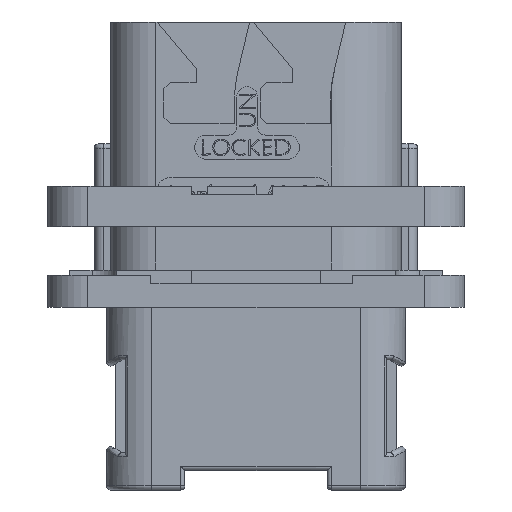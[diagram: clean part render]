
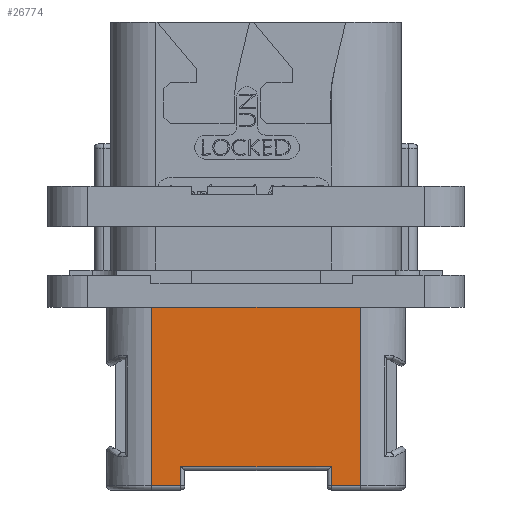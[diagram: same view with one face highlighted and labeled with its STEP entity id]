
A CAD part, left-side view. The second image highlights one B-rep face of the part: STEP entity #26774.
In plain terms, the highlighted planar face has unit normal (-1, 0, 0).
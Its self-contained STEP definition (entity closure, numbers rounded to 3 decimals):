
#3117=DIRECTION('',(0.,1.,0.));
#3118=VECTOR('',#3117,12.9);
#3119=CARTESIAN_POINT('',(-9.25,-6.45,0.));
#3120=LINE('',#3119,#3118);
#3381=DIRECTION('',(0.,1.,0.));
#3382=VECTOR('',#3381,9.294);
#3383=CARTESIAN_POINT('',(-9.25,-4.647,-9.85));
#3384=LINE('',#3383,#3382);
#3385=DIRECTION('',(0.,1.,0.));
#3386=VECTOR('',#3385,1.803);
#3387=CARTESIAN_POINT('',(-9.25,4.647,-11.05));
#3388=LINE('',#3387,#3386);
#3389=DIRECTION('',(0.,0.,1.));
#3390=VECTOR('',#3389,11.05);
#3391=CARTESIAN_POINT('',(-9.25,6.45,-11.05));
#3392=LINE('',#3391,#3390);
#3393=DIRECTION('',(0.,0.,1.));
#3394=VECTOR('',#3393,11.05);
#3395=CARTESIAN_POINT('',(-9.25,-6.45,-11.05));
#3396=LINE('',#3395,#3394);
#3397=DIRECTION('',(0.,1.,0.));
#3398=VECTOR('',#3397,1.803);
#3399=CARTESIAN_POINT('',(-9.25,-6.45,-11.05));
#3400=LINE('',#3399,#3398);
#3426=DIRECTION('',(0.,0.,-1.));
#3427=VECTOR('',#3426,1.2);
#3428=CARTESIAN_POINT('',(-9.25,-4.647,-9.85));
#3429=LINE('',#3428,#3427);
#8315=DIRECTION('',(0.,0.,1.));
#8316=VECTOR('',#8315,1.2);
#8317=CARTESIAN_POINT('',(-9.25,4.647,-11.05));
#8318=LINE('',#8317,#8316);
#20627=CARTESIAN_POINT('',(-9.25,-6.45,0.));
#20628=CARTESIAN_POINT('',(-9.25,6.45,0.));
#20629=VERTEX_POINT('',#20627);
#20630=VERTEX_POINT('',#20628);
#20727=CARTESIAN_POINT('',(-9.25,-6.45,-11.05));
#20728=VERTEX_POINT('',#20727);
#20731=CARTESIAN_POINT('',(-9.25,-4.647,-11.05));
#20732=VERTEX_POINT('',#20731);
#20748=CARTESIAN_POINT('',(-9.25,4.647,-11.05));
#20750=VERTEX_POINT('',#20748);
#20753=CARTESIAN_POINT('',(-9.25,6.45,-11.05));
#20754=VERTEX_POINT('',#20753);
#21186=CARTESIAN_POINT('',(-9.25,-4.647,-9.85));
#21187=CARTESIAN_POINT('',(-9.25,4.647,-9.85));
#21188=VERTEX_POINT('',#21186);
#21189=VERTEX_POINT('',#21187);
#26752=CARTESIAN_POINT('',(-9.25,-9.25,0.));
#26753=DIRECTION('',(-1.,0.,0.));
#26754=DIRECTION('',(0.,1.,0.));
#26755=AXIS2_PLACEMENT_3D('',#26752,#26753,#26754);
#26756=PLANE('',#26755);
#26758=ORIENTED_EDGE('',*,*,#26757,.T.);
#26760=ORIENTED_EDGE('',*,*,#26759,.F.);
#26762=ORIENTED_EDGE('',*,*,#26761,.T.);
#26764=ORIENTED_EDGE('',*,*,#26763,.T.);
#26765=ORIENTED_EDGE('',*,*,#26180,.F.);
#26767=ORIENTED_EDGE('',*,*,#26766,.F.);
#26769=ORIENTED_EDGE('',*,*,#26768,.T.);
#26771=ORIENTED_EDGE('',*,*,#26770,.F.);
#26772=EDGE_LOOP('',(#26758,#26760,#26762,#26764,#26765,#26767,#26769,#26771));
#26773=FACE_OUTER_BOUND('',#26772,.F.);
#26774=ADVANCED_FACE('',(#26773),#26756,.T.);
#26180=EDGE_CURVE('',#20629,#20630,#3120,.T.);
#26757=EDGE_CURVE('',#21188,#21189,#3384,.T.);
#26759=EDGE_CURVE('',#20750,#21189,#8318,.T.);
#26761=EDGE_CURVE('',#20750,#20754,#3388,.T.);
#26763=EDGE_CURVE('',#20754,#20630,#3392,.T.);
#26766=EDGE_CURVE('',#20728,#20629,#3396,.T.);
#26768=EDGE_CURVE('',#20728,#20732,#3400,.T.);
#26770=EDGE_CURVE('',#21188,#20732,#3429,.T.);
